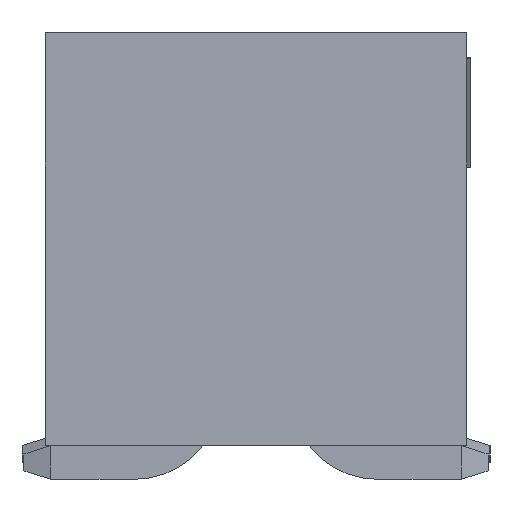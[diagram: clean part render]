
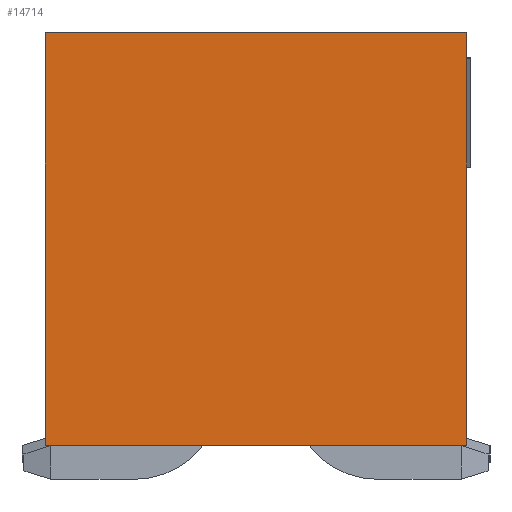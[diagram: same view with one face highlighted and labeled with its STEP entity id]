
A CAD part, left-side view. The second image highlights one B-rep face of the part: STEP entity #14714.
In plain terms, the highlighted planar face has unit normal (-1, 0, 0).
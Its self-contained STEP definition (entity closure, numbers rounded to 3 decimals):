
#2227=ORIENTED_EDGE('',*,*,#4281,.F.);
#2228=ORIENTED_EDGE('',*,*,#4252,.F.);
#2229=ORIENTED_EDGE('',*,*,#3401,.T.);
#2230=ORIENTED_EDGE('',*,*,#4552,.T.);
#3401=EDGE_CURVE('',#4994,#4993,#6021,.T.);
#4252=EDGE_CURVE('',#4994,#5590,#6872,.T.);
#4281=EDGE_CURVE('',#5590,#5597,#6901,.T.);
#4552=EDGE_CURVE('',#4993,#5597,#7172,.T.);
#4993=VERTEX_POINT('',#18277);
#4994=VERTEX_POINT('',#18279);
#5590=VERTEX_POINT('',#19958);
#5597=VERTEX_POINT('',#19995);
#6021=LINE('',#18278,#7609);
#6872=LINE('',#19957,#8460);
#6901=LINE('',#19994,#8489);
#7172=LINE('',#20534,#8760);
#7609=VECTOR('',#15532,1000.);
#8460=VECTOR('',#16847,1000.);
#8489=VECTOR('',#16878,1000.);
#8760=VECTOR('',#17291,1000.);
#9538=EDGE_LOOP('',(#2227,#2228,#2229,#2230));
#10108=FACE_BOUND('',#9538,.T.);
#10633=PLANE('',#15250);
#14714=ADVANCED_FACE('',(#10108),#10633,.T.);
#15250=AXIS2_PLACEMENT_3D('',#20535,#17292,#17293);
#15532=DIRECTION('',(0.,0.,1.));
#16847=DIRECTION('',(0.,1.,0.));
#16878=DIRECTION('',(0.,0.,1.));
#17291=DIRECTION('',(0.,1.,0.));
#17292=DIRECTION('',(-1.,0.,0.));
#17293=DIRECTION('',(0.,0.,1.));
#18277=CARTESIAN_POINT('',(-17.145,-2.5,2.45));
#18278=CARTESIAN_POINT('',(-17.145,-2.5,-2.45));
#18279=CARTESIAN_POINT('',(-17.145,-2.5,-2.45));
#19957=CARTESIAN_POINT('',(-17.145,-2.5,-2.45));
#19958=CARTESIAN_POINT('',(-17.145,2.5,-2.45));
#19994=CARTESIAN_POINT('',(-17.145,2.5,-2.45));
#19995=CARTESIAN_POINT('',(-17.145,2.5,2.45));
#20534=CARTESIAN_POINT('',(-17.145,-2.5,2.45));
#20535=CARTESIAN_POINT('',(-17.145,-2.5,-2.45));
